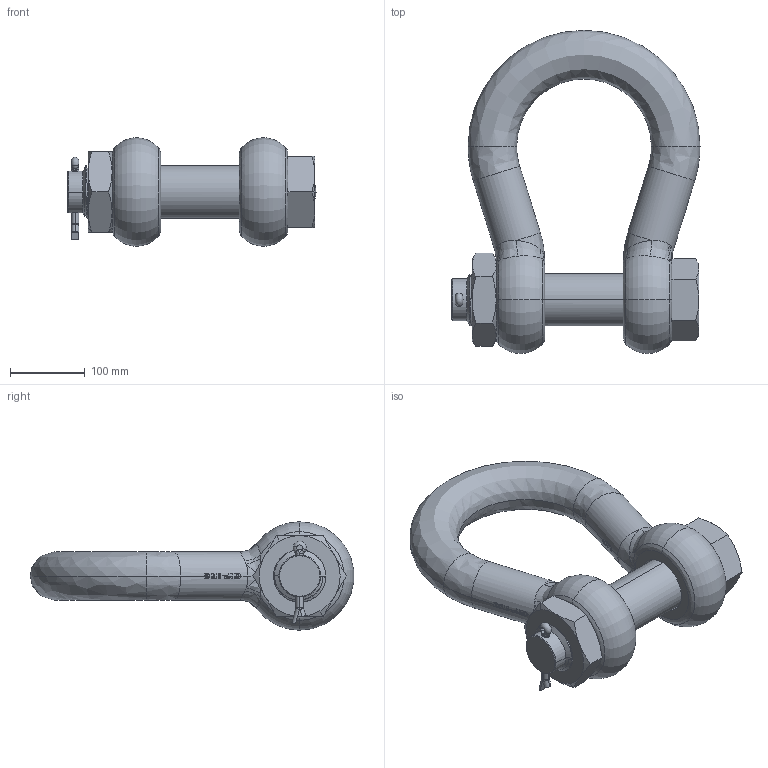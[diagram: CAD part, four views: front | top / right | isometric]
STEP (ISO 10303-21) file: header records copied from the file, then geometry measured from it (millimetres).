
FILE_DESCRIPTION (( 'STEP AP203' ), '1' );
FILE_NAME ('GPGHMB65.step', '2009-08-07T11:07:15', ( '.' ), ( '.' ), 'SwSTEP 2.0', 'SolidWorks 2009', '' );
FILE_SCHEMA (( 'CONFIG_CONTROL_DESIGN' ));
Products named in the file (5): GPGHMB65; 55_4; 55_1; 55_2; 55_3
Assembly tree (4 placements, depth 2):
  GPGHMB65
    55_2
    55_3
    55_1
    55_4
Bounding box: 331.5 x 431.97 x 145 mm (x, y, z)
Volume: 5112425 mm3; surface area: 386078.9 mm2
Topology: 4 solids, 4 shells, 791 faces, 2240 edges, 1471 vertices
Faces by surface type: bspline 337, plane 290, cylinder 125, cone 28, torus 11
Entity records: 42367 total; most frequent: CARTESIAN_POINT 24620, ORIENTED_EDGE 4464, DIRECTION 2244, EDGE_CURVE 2232, VERTEX_POINT 1471, LINE 1006, VECTOR 1006, B_SPLINE_CURVE_WITH_KNOTS 844
